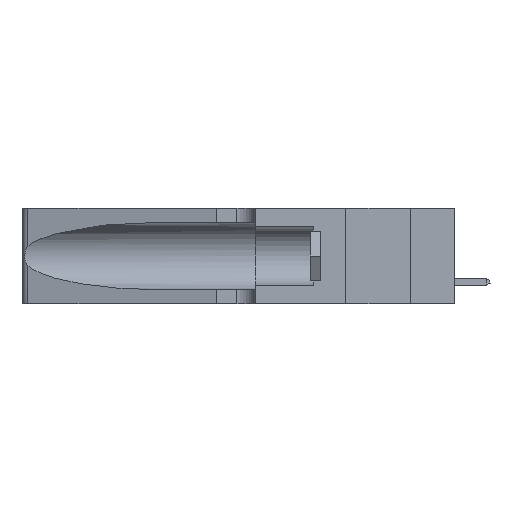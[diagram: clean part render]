
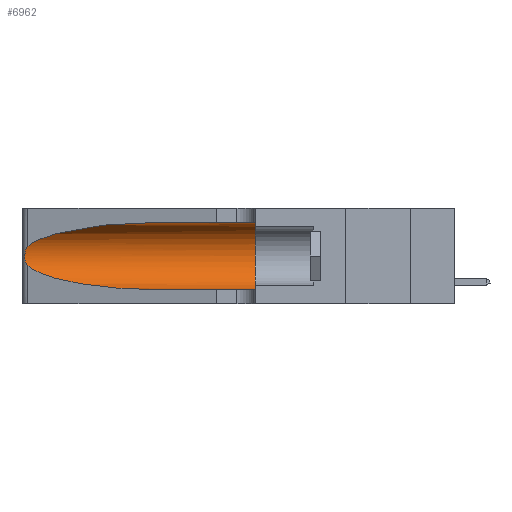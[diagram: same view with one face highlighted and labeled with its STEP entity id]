
A CAD part, left-side view. The second image highlights one B-rep face of the part: STEP entity #6962.
In plain terms, the highlighted cylindrical face has radius 3.308 mm (diameter 6.617 mm), a partial arc.
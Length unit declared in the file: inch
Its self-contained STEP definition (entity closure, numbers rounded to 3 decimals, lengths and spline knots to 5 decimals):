
#1290 = ORIENTED_EDGE ( 'NONE', *, *, #26873, .T. ) ;
#1589 = CARTESIAN_POINT ( 'NONE',  ( 0.18966, 0.96281, 0.31525 ) ) ;
#1908 = EDGE_CURVE ( 'NONE', #19923, #24681, #12283, .T. ) ;
#1993 = AXIS2_PLACEMENT_3D ( 'NONE', #5254, #20767, #5355 ) ;
#2598 = CARTESIAN_POINT ( 'NONE',  ( 0.18966, 0.96281, 0.05475 ) ) ;
#3629 = CARTESIAN_POINT ( 'NONE',  ( 0.1305, 1.61858, 0.31525 ) ) ;
#3901 = ORIENTED_EDGE ( 'NONE', *, *, #27387, .T. ) ;
#3908 = CARTESIAN_POINT ( 'NONE',  ( 0.1305, 0.72297, 0.31525 ) ) ;
#4069 = ORIENTED_EDGE ( 'NONE', *, *, #1908, .F. ) ;
#4733 = CARTESIAN_POINT ( 'NONE',  ( 0.1305, 0.35, 0.31525 ) ) ;
#5234 = CARTESIAN_POINT ( 'NONE',  ( 0.25856, 1.23593, 0.16098 ) ) ;
#5254 = CARTESIAN_POINT ( 'NONE',  ( 0.1305, 0.35, 0.185 ) ) ;
#5355 = DIRECTION ( 'NONE',  ( 0., 0., 1. ) ) ;
#6662 = CYLINDRICAL_SURFACE ( 'NONE', #9455, 0.13025 ) ;
#6932 = B_SPLINE_CURVE_WITH_KNOTS ( 'NONE', 3,
 ( #9584, #27555, #18285, #18378, #18479, #11817, #14086, #16351, #18570, #5234, #7458, #20837, #23123, #11922 ),
 .UNSPECIFIED., .F., .F.,
 ( 4, 2, 2, 2, 2, 2, 4 ),
 ( 0., 0.00027, 0.00053, 0.00107, 0.0016, 0.00187, 0.00214 ),
 .UNSPECIFIED. ) ;
#6962 = ADVANCED_FACE ( 'NONE', ( #24847 ), #6662, .F. ) ;
#7202 = VECTOR ( 'NONE', #7398, 39.37008 ) ;
#7398 = DIRECTION ( 'NONE',  ( 0., -1., 0. ) ) ;
#7458 = CARTESIAN_POINT ( 'NONE',  ( 0.25789, 1.23486, 0.15765 ) ) ;
#8063 = CARTESIAN_POINT ( 'NONE',  ( 0.1305, 1.61858, 0.185 ) ) ;
#8096 = DIRECTION ( 'NONE',  ( 0., -1., 0. ) ) ;
#9455 = AXIS2_PLACEMENT_3D ( 'NONE', #8063, #21559, #14610 ) ;
#9584 = CARTESIAN_POINT ( 'NONE',  ( 0.25487, 1.22718, 0.22369 ) ) ;
#9958 = LINE ( 'NONE', #11658, #7202 ) ;
#10710 = CARTESIAN_POINT ( 'NONE',  ( 0.25487, 1.22718, 0.22369 ) ) ;
#11310 = EDGE_CURVE ( 'NONE', #23071, #16542, #6932, .T. ) ;
#11330 = CARTESIAN_POINT ( 'NONE',  ( 0.1305, 0.72297, 0.05475 ) ) ;
#11658 = CARTESIAN_POINT ( 'NONE',  ( 0.1305, 1.61858, 0.05475 ) ) ;
#11817 = CARTESIAN_POINT ( 'NONE',  ( 0.26018, 1.23835, 0.19895 ) ) ;
#11922 = CARTESIAN_POINT ( 'NONE',  ( 0.25487, 1.22718, 0.14631 ) ) ;
#12064 = ORIENTED_EDGE ( 'NONE', *, *, #16970, .F. ) ;
#12283 = LINE ( 'NONE', #3629, #27056 ) ;
#12576 = CIRCLE ( 'NONE', #1993, 0.13025 ) ;
#12734 = CARTESIAN_POINT ( 'NONE',  ( 0.25487, 1.22718, 0.14631 ) ) ;
#14086 = CARTESIAN_POINT ( 'NONE',  ( 0.26075, 1.23896, 0.19203 ) ) ;
#14610 = DIRECTION ( 'NONE',  ( 0., 0., -1. ) ) ;
#14740 = ORIENTED_EDGE ( 'NONE', *, *, #11310, .T. ) ;
#14932 = CARTESIAN_POINT ( 'NONE',  ( 0.1305, 0.72297, 0.31525 ) ) ;
#16351 = CARTESIAN_POINT ( 'NONE',  ( 0.26075, 1.23896, 0.178 ) ) ;
#16542 = VERTEX_POINT ( 'NONE', #12734 ) ;
#16970 = EDGE_CURVE ( 'NONE', #24681, #21281, #12576, .T. ) ;
#18285 = CARTESIAN_POINT ( 'NONE',  ( 0.25639, 1.23184, 0.21858 ) ) ;
#18378 = CARTESIAN_POINT ( 'NONE',  ( 0.25787, 1.23484, 0.2124 ) ) ;
#18479 = CARTESIAN_POINT ( 'NONE',  ( 0.25854, 1.2359, 0.20912 ) ) ;
#18570 = CARTESIAN_POINT ( 'NONE',  ( 0.26017, 1.23833, 0.17102 ) ) ;
#19328 = CARTESIAN_POINT ( 'NONE',  ( 0.25487, 1.22718, 0.22369 ) ) ;
#19923 = VERTEX_POINT ( 'NONE', #3908 ) ;
#19986 =( BOUNDED_CURVE ( )  B_SPLINE_CURVE ( 3, ( #22538, #22632, #2598, #11330 ),
 .UNSPECIFIED., .F., .F. ) 
 B_SPLINE_CURVE_WITH_KNOTS ( ( 4, 4 ),
 ( 3.44316, 4.71239 ),
 .UNSPECIFIED. ) 
 CURVE ( )  GEOMETRIC_REPRESENTATION_ITEM ( )  RATIONAL_B_SPLINE_CURVE ( ( 1., 0.87, 0.87, 1. ) ) 
 REPRESENTATION_ITEM ( '' )  );
#20653 = CARTESIAN_POINT ( 'NONE',  ( 0.1305, 0.72297, 0.05475 ) ) ;
#20767 = DIRECTION ( 'NONE',  ( 0., 1., 0. ) ) ;
#20837 = CARTESIAN_POINT ( 'NONE',  ( 0.25639, 1.23186, 0.15144 ) ) ;
#21281 = VERTEX_POINT ( 'NONE', #26795 ) ;
#21559 = DIRECTION ( 'NONE',  ( 0., -1., 0. ) ) ;
#22538 = CARTESIAN_POINT ( 'NONE',  ( 0.25487, 1.22718, 0.14631 ) ) ;
#22632 = CARTESIAN_POINT ( 'NONE',  ( 0.2373, 1.15595, 0.08982 ) ) ;
#23071 = VERTEX_POINT ( 'NONE', #19328 ) ;
#23123 = CARTESIAN_POINT ( 'NONE',  ( 0.25555, 1.22993, 0.14849 ) ) ;
#23765 = CARTESIAN_POINT ( 'NONE',  ( 0.2373, 1.15595, 0.28018 ) ) ;
#24681 = VERTEX_POINT ( 'NONE', #4733 ) ;
#24847 = FACE_OUTER_BOUND ( 'NONE', #25723, .T. ) ;
#25042 = EDGE_CURVE ( 'NONE', #19923, #23071, #26462, .T. ) ;
#25723 = EDGE_LOOP ( 'NONE', ( #25728, #14740, #3901, #1290, #12064, #4069 ) ) ;
#25728 = ORIENTED_EDGE ( 'NONE', *, *, #25042, .T. ) ;
#26462 =( BOUNDED_CURVE ( )  B_SPLINE_CURVE ( 3, ( #14932, #1589, #23765, #10710 ),
 .UNSPECIFIED., .F., .F. ) 
 B_SPLINE_CURVE_WITH_KNOTS ( ( 4, 4 ),
 ( 1.5708, 2.84003 ),
 .UNSPECIFIED. ) 
 CURVE ( )  GEOMETRIC_REPRESENTATION_ITEM ( )  RATIONAL_B_SPLINE_CURVE ( ( 1., 0.87, 0.87, 1. ) ) 
 REPRESENTATION_ITEM ( '' )  );
#26795 = CARTESIAN_POINT ( 'NONE',  ( 0.1305, 0.35, 0.05475 ) ) ;
#26873 = EDGE_CURVE ( 'NONE', #27523, #21281, #9958, .T. ) ;
#27056 = VECTOR ( 'NONE', #8096, 39.37008 ) ;
#27387 = EDGE_CURVE ( 'NONE', #16542, #27523, #19986, .T. ) ;
#27523 = VERTEX_POINT ( 'NONE', #20653 ) ;
#27555 = CARTESIAN_POINT ( 'NONE',  ( 0.25555, 1.22994, 0.2215 ) ) ;
